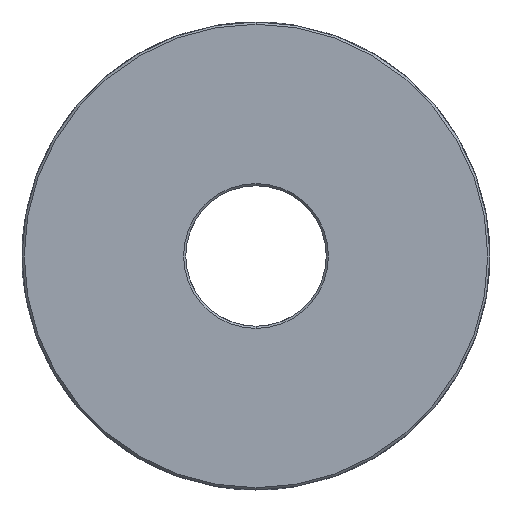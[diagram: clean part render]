
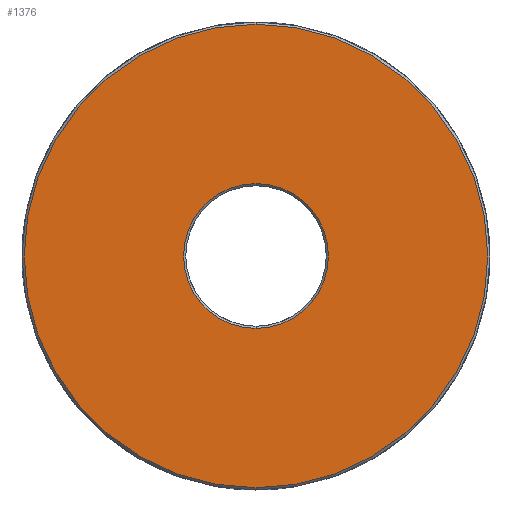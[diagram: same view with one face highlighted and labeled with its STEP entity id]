
A CAD part, left-side view. The second image highlights one B-rep face of the part: STEP entity #1376.
In plain terms, the highlighted planar face has unit normal (-1, 0, 0).
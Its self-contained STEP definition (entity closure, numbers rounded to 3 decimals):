
#115 = VERTEX_POINT ( 'NONE', #10695 ) ;
#116 = VERTEX_POINT ( 'NONE', #10694 ) ;
#117 = VERTEX_POINT ( 'NONE', #10693 ) ;
#118 = VERTEX_POINT ( 'NONE', #10692 ) ;
#359 = EDGE_CURVE ( 'NONE', #115, #116, #4996, .T. ) ;
#387 = EDGE_CURVE ( 'NONE', #117, #118, #5038, .T. ) ;
#443 = EDGE_CURVE ( 'NONE', #118, #117, #5091, .T. ) ;
#445 = EDGE_CURVE ( 'NONE', #116, #115, #5094, .T. ) ;
#792 = EDGE_LOOP ( 'NONE', ( #1939, #1940 ) ) ;
#795 = EDGE_LOOP ( 'NONE', ( #1941, #1942 ) ) ;
#1376 = ADVANCED_FACE ( 'NONE', ( #7429, #7432 ), #6384, .T. ) ;
#1939 = ORIENTED_EDGE ( 'NONE', *, *, #387, .F. ) ;
#1940 = ORIENTED_EDGE ( 'NONE', *, *, #443, .F. ) ;
#1941 = ORIENTED_EDGE ( 'NONE', *, *, #445, .F. ) ;
#1942 = ORIENTED_EDGE ( 'NONE', *, *, #359, .F. ) ;
#3360 = AXIS2_PLACEMENT_3D ( 'NONE', #4215, #4216, #4217 ) ;
#3374 = AXIS2_PLACEMENT_3D ( 'NONE', #4288, #4290, #4291 ) ;
#3405 = AXIS2_PLACEMENT_3D ( 'NONE', #4599, #4600, #4601 ) ;
#3406 = AXIS2_PLACEMENT_3D ( 'NONE', #4605, #4606, #4607 ) ;
#4215 = CARTESIAN_POINT ( 'NONE',  ( -57., 0., 0. ) ) ;
#4216 = DIRECTION ( 'NONE',  ( -1., 0., 0. ) ) ;
#4217 = DIRECTION ( 'NONE',  ( 0., 0., -1. ) ) ;
#4288 = CARTESIAN_POINT ( 'NONE',  ( -57., 0., 0. ) ) ;
#4290 = DIRECTION ( 'NONE',  ( 1., 0., 0. ) ) ;
#4291 = DIRECTION ( 'NONE',  ( 0., 0., -1. ) ) ;
#4599 = CARTESIAN_POINT ( 'NONE',  ( -57., 0., 0. ) ) ;
#4600 = DIRECTION ( 'NONE',  ( 1., 0., 0. ) ) ;
#4601 = DIRECTION ( 'NONE',  ( 0., 0., -1. ) ) ;
#4605 = CARTESIAN_POINT ( 'NONE',  ( -57., 0., 0. ) ) ;
#4606 = DIRECTION ( 'NONE',  ( -1., 0., 0. ) ) ;
#4607 = DIRECTION ( 'NONE',  ( 0., 0., -1. ) ) ;
#4996 = CIRCLE ( 'NONE', #3360, 12.381 ) ;
#5038 = CIRCLE ( 'NONE', #3374, 39.619 ) ;
#5091 = CIRCLE ( 'NONE', #3405, 39.619 ) ;
#5094 = CIRCLE ( 'NONE', #3406, 12.381 ) ;
#6383 = CARTESIAN_POINT ( 'NONE',  ( -57., 0., 0. ) ) ;
#6384 = PLANE ( 'NONE',  #6850 ) ;
#6386 = DIRECTION ( 'NONE',  ( -1., 0., 0. ) ) ;
#6387 = DIRECTION ( 'NONE',  ( 0., 0., -1. ) ) ;
#6850 = AXIS2_PLACEMENT_3D ( 'NONE', #6383, #6386, #6387 ) ;
#7429 = FACE_OUTER_BOUND ( 'NONE', #792, .T. ) ;
#7432 = FACE_BOUND ( 'NONE', #795, .T. ) ;
#10692 = CARTESIAN_POINT ( 'NONE',  ( -57., 0., -39.619 ) ) ;
#10693 = CARTESIAN_POINT ( 'NONE',  ( -57., 0., 39.619 ) ) ;
#10694 = CARTESIAN_POINT ( 'NONE',  ( -57., 0., -12.381 ) ) ;
#10695 = CARTESIAN_POINT ( 'NONE',  ( -57., 0., 12.381 ) ) ;
